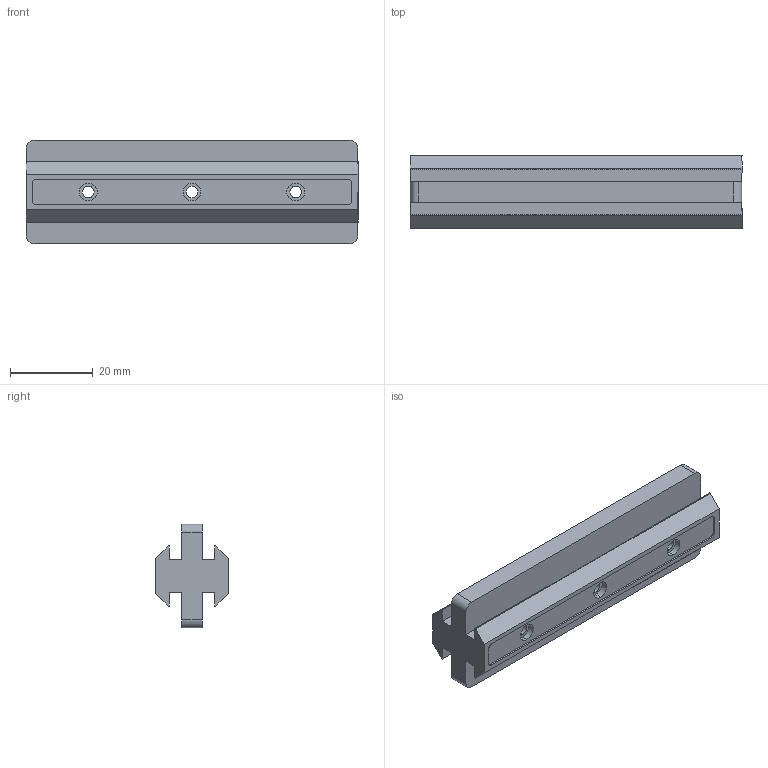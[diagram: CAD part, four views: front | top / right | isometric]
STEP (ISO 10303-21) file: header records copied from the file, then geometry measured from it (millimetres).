
FILE_DESCRIPTION (( 'STEP AP214' ), '1' );
FILE_NAME ('093sm08.STEP', '2014-12-12T08:50:41', ( 'Not-Admin' ), ( 'Hewlett-Packard Company' ), 'SwSTEP 2.0', 'SolidWorks 2014', '' );
FILE_SCHEMA (( 'AUTOMOTIVE_DESIGN' ));
Length unit declared in the file: millimetre
Products named in the file (1): 093sm08
Bounding box: 80 x 17.5 x 25 mm (x, y, z)
Volume: 18970.2 mm3; surface area: 9459.3 mm2
Topology: 1 solids, 1 shells, 72 faces, 186 edges, 124 vertices
Faces by surface type: plane 42, cylinder 30
Entity records: 2256 total; most frequent: DIRECTION 392, CARTESIAN_POINT 383, ORIENTED_EDGE 372, EDGE_CURVE 186, AXIS2_PLACEMENT_3D 133, LINE 126, VECTOR 126, VERTEX_POINT 124
